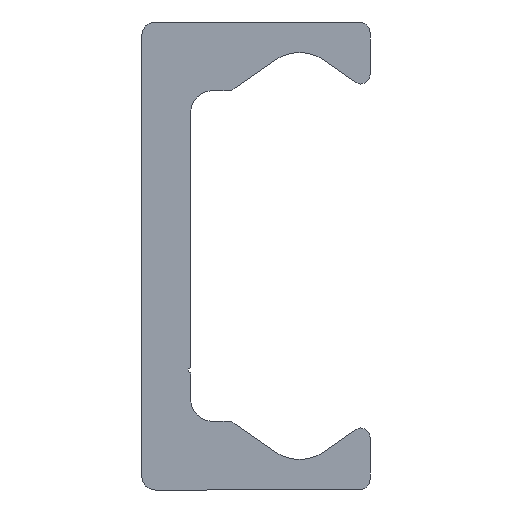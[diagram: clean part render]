
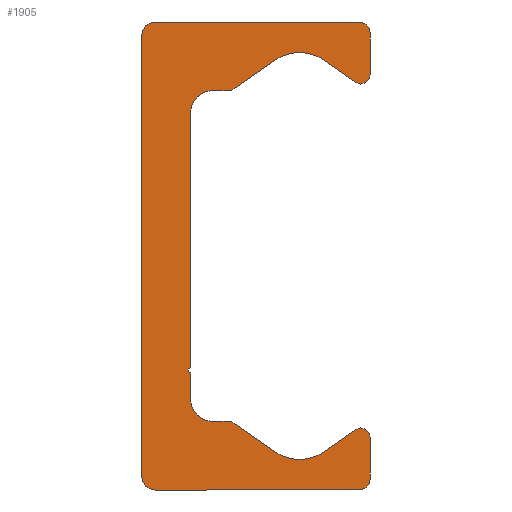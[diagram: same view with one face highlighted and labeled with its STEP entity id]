
A CAD part, left-side view. The second image highlights one B-rep face of the part: STEP entity #1905.
In plain terms, the highlighted planar face has unit normal (-1, 0, 0).
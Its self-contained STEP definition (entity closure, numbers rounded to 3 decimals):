
#948=CARTESIAN_POINT('',(0.0,9.25,-21.5));
#949=VERTEX_POINT('',#948);
#956=CARTESIAN_POINT('',(0.0,10.5,-20.25));
#957=VERTEX_POINT('',#956);
#958=CARTESIAN_POINT('',(0.0,9.25,-20.25));
#959=DIRECTION('',(1.0,0.0,0.0));
#960=DIRECTION('',(0.0,0.0,-1.0));
#961=AXIS2_PLACEMENT_3D('',#958,#959,#960);
#962=CIRCLE('',#961,1.25);
#963=EDGE_CURVE('',#949,#957,#962,.T.);
#987=CARTESIAN_POINT('',(0.0,-9.5,-21.5));
#988=VERTEX_POINT('',#987);
#995=CARTESIAN_POINT('',(0.0,-9.5,-21.5));
#996=DIRECTION('',(0.0,1.0,0.0));
#997=VECTOR('',#996,18.75);
#998=LINE('',#995,#997);
#999=EDGE_CURVE('',#988,#949,#998,.T.);
#1019=CARTESIAN_POINT('',(0.0,-10.5,-20.5));
#1020=VERTEX_POINT('',#1019);
#1027=CARTESIAN_POINT('',(0.0,-9.5,-20.5));
#1028=DIRECTION('',(1.0,0.0,0.0));
#1029=DIRECTION('',(0.0,-1.0,0.0));
#1030=AXIS2_PLACEMENT_3D('',#1027,#1028,#1029);
#1031=CIRCLE('',#1030,1.0);
#1032=EDGE_CURVE('',#1020,#988,#1031,.T.);
#1051=CARTESIAN_POINT('',(0.0,-10.5,-16.65));
#1052=VERTEX_POINT('',#1051);
#1059=CARTESIAN_POINT('',(0.0,-10.5,-16.65));
#1060=DIRECTION('',(0.0,0.0,-1.0));
#1061=VECTOR('',#1060,3.85);
#1062=LINE('',#1059,#1061);
#1063=EDGE_CURVE('',#1052,#1020,#1062,.T.);
#1083=CARTESIAN_POINT('',(0.0,-9.162,-15.954));
#1084=VERTEX_POINT('',#1083);
#1091=CARTESIAN_POINT('',(0.0,-9.65,-16.65));
#1092=DIRECTION('',(1.0,0.0,0.0));
#1093=DIRECTION('',(0.0,0.574,0.819));
#1094=AXIS2_PLACEMENT_3D('',#1091,#1092,#1093);
#1095=CIRCLE('',#1094,0.85);
#1096=EDGE_CURVE('',#1084,#1052,#1095,.T.);
#1115=CARTESIAN_POINT('',(0.0,-6.294,-17.962));
#1116=VERTEX_POINT('',#1115);
#1123=CARTESIAN_POINT('',(0.0,-6.294,-17.962));
#1124=DIRECTION('',(0.0,-0.819,0.574));
#1125=VECTOR('',#1124,3.501);
#1126=LINE('',#1123,#1125);
#1127=EDGE_CURVE('',#1116,#1084,#1126,.T.);
#1147=CARTESIAN_POINT('',(0.0,-1.706,-17.962));
#1148=VERTEX_POINT('',#1147);
#1155=CARTESIAN_POINT('',(0.0,-4.,-14.685));
#1156=DIRECTION('',(-1.0,0.0,0.0));
#1157=DIRECTION('',(0.0,0.574,0.819));
#1158=AXIS2_PLACEMENT_3D('',#1155,#1156,#1157);
#1159=CIRCLE('',#1158,4.0);
#1160=EDGE_CURVE('',#1148,#1116,#1159,.T.);
#1179=CARTESIAN_POINT('',(0.0,1.981,-15.381));
#1180=VERTEX_POINT('',#1179);
#1187=CARTESIAN_POINT('',(0.0,1.981,-15.381));
#1188=DIRECTION('',(0.0,-0.819,-0.574));
#1189=VECTOR('',#1188,4.5);
#1190=LINE('',#1187,#1189);
#1191=EDGE_CURVE('',#1180,#1148,#1190,.T.);
#1211=CARTESIAN_POINT('',(0.0,2.554,-15.2));
#1212=VERTEX_POINT('',#1211);
#1219=CARTESIAN_POINT('',(0.0,2.554,-16.2));
#1220=DIRECTION('',(1.0,0.0,0.0));
#1221=DIRECTION('',(0.0,0.0,1.0));
#1222=AXIS2_PLACEMENT_3D('',#1219,#1220,#1221);
#1223=CIRCLE('',#1222,1.);
#1224=EDGE_CURVE('',#1212,#1180,#1223,.T.);
#1243=CARTESIAN_POINT('',(0.0,4.0,-15.2));
#1244=VERTEX_POINT('',#1243);
#1251=CARTESIAN_POINT('',(0.0,4.0,-15.2));
#1252=DIRECTION('',(0.0,-1.0,0.0));
#1253=VECTOR('',#1252,1.446);
#1254=LINE('',#1251,#1253);
#1255=EDGE_CURVE('',#1244,#1212,#1254,.T.);
#1275=CARTESIAN_POINT('',(0.0,6.,-13.2));
#1276=VERTEX_POINT('',#1275);
#1283=CARTESIAN_POINT('',(0.0,4.,-13.2));
#1284=DIRECTION('',(-1.0,0.0,0.0));
#1285=DIRECTION('',(0.0,0.0,1.0));
#1286=AXIS2_PLACEMENT_3D('',#1283,#1284,#1285);
#1287=CIRCLE('',#1286,2.0);
#1288=EDGE_CURVE('',#1276,#1244,#1287,.T.);
#1307=CARTESIAN_POINT('',(0.0,6.,-10.75));
#1308=VERTEX_POINT('',#1307);
#1315=CARTESIAN_POINT('',(0.0,6.,-10.75));
#1316=DIRECTION('',(0.0,0.0,-1.0));
#1317=VECTOR('',#1316,2.45);
#1318=LINE('',#1315,#1317);
#1319=EDGE_CURVE('',#1308,#1276,#1318,.T.);
#1339=CARTESIAN_POINT('',(0.0,6.,-10.25));
#1340=VERTEX_POINT('',#1339);
#1347=CARTESIAN_POINT('',(0.0,6.,-10.5));
#1348=DIRECTION('',(-1.0,0.0,0.0));
#1349=DIRECTION('',(0.0,0.0,1.0));
#1350=AXIS2_PLACEMENT_3D('',#1347,#1348,#1349);
#1351=CIRCLE('',#1350,0.25);
#1352=EDGE_CURVE('',#1340,#1308,#1351,.T.);
#1371=CARTESIAN_POINT('',(0.0,6.,13.2));
#1372=VERTEX_POINT('',#1371);
#1379=CARTESIAN_POINT('',(0.0,6.,13.2));
#1380=DIRECTION('',(0.0,0.0,-1.0));
#1381=VECTOR('',#1380,23.45);
#1382=LINE('',#1379,#1381);
#1383=EDGE_CURVE('',#1372,#1340,#1382,.T.);
#1457=CARTESIAN_POINT('',(0.0,4.0,15.2));
#1458=VERTEX_POINT('',#1457);
#1465=CARTESIAN_POINT('',(0.0,4.,13.2));
#1466=DIRECTION('',(-1.0,0.0,0.0));
#1467=DIRECTION('',(0.0,-1.0,0.0));
#1468=AXIS2_PLACEMENT_3D('',#1465,#1466,#1467);
#1469=CIRCLE('',#1468,2.0);
#1470=EDGE_CURVE('',#1458,#1372,#1469,.T.);
#1489=CARTESIAN_POINT('',(0.0,2.554,15.2));
#1490=VERTEX_POINT('',#1489);
#1497=CARTESIAN_POINT('',(0.0,2.554,15.2));
#1498=DIRECTION('',(0.0,1.0,0.0));
#1499=VECTOR('',#1498,1.446);
#1500=LINE('',#1497,#1499);
#1501=EDGE_CURVE('',#1490,#1458,#1500,.T.);
#1521=CARTESIAN_POINT('',(0.0,1.981,15.381));
#1522=VERTEX_POINT('',#1521);
#1529=CARTESIAN_POINT('',(0.0,2.554,16.2));
#1530=DIRECTION('',(1.0,0.0,0.0));
#1531=DIRECTION('',(0.0,-0.574,-0.819));
#1532=AXIS2_PLACEMENT_3D('',#1529,#1530,#1531);
#1533=CIRCLE('',#1532,1.);
#1534=EDGE_CURVE('',#1522,#1490,#1533,.T.);
#1553=CARTESIAN_POINT('',(0.0,-1.706,17.962));
#1554=VERTEX_POINT('',#1553);
#1561=CARTESIAN_POINT('',(0.0,-1.706,17.962));
#1562=DIRECTION('',(0.0,0.819,-0.574));
#1563=VECTOR('',#1562,4.5);
#1564=LINE('',#1561,#1563);
#1565=EDGE_CURVE('',#1554,#1522,#1564,.T.);
#1585=CARTESIAN_POINT('',(0.0,-6.294,17.962));
#1586=VERTEX_POINT('',#1585);
#1593=CARTESIAN_POINT('',(0.0,-4.,14.685));
#1594=DIRECTION('',(-1.0,0.0,0.0));
#1595=DIRECTION('',(0.0,-0.574,-0.819));
#1596=AXIS2_PLACEMENT_3D('',#1593,#1594,#1595);
#1597=CIRCLE('',#1596,4.0);
#1598=EDGE_CURVE('',#1586,#1554,#1597,.T.);
#1617=CARTESIAN_POINT('',(0.0,-9.162,15.954));
#1618=VERTEX_POINT('',#1617);
#1625=CARTESIAN_POINT('',(0.0,-9.162,15.954));
#1626=DIRECTION('',(0.0,0.819,0.574));
#1627=VECTOR('',#1626,3.501);
#1628=LINE('',#1625,#1627);
#1629=EDGE_CURVE('',#1618,#1586,#1628,.T.);
#1649=CARTESIAN_POINT('',(0.0,-10.5,16.65));
#1650=VERTEX_POINT('',#1649);
#1657=CARTESIAN_POINT('',(0.0,-9.65,16.65));
#1658=DIRECTION('',(1.0,0.0,0.0));
#1659=DIRECTION('',(0.0,-1.0,0.0));
#1660=AXIS2_PLACEMENT_3D('',#1657,#1658,#1659);
#1661=CIRCLE('',#1660,0.85);
#1662=EDGE_CURVE('',#1650,#1618,#1661,.T.);
#1681=CARTESIAN_POINT('',(0.0,-10.5,20.5));
#1682=VERTEX_POINT('',#1681);
#1689=CARTESIAN_POINT('',(0.0,-10.5,20.5));
#1690=DIRECTION('',(0.0,0.0,-1.0));
#1691=VECTOR('',#1690,3.85);
#1692=LINE('',#1689,#1691);
#1693=EDGE_CURVE('',#1682,#1650,#1692,.T.);
#1713=CARTESIAN_POINT('',(0.0,-9.5,21.5));
#1714=VERTEX_POINT('',#1713);
#1721=CARTESIAN_POINT('',(0.0,-9.5,20.5));
#1722=DIRECTION('',(1.0,0.0,0.0));
#1723=DIRECTION('',(0.0,0.0,1.0));
#1724=AXIS2_PLACEMENT_3D('',#1721,#1722,#1723);
#1725=CIRCLE('',#1724,1.0);
#1726=EDGE_CURVE('',#1714,#1682,#1725,.T.);
#1745=CARTESIAN_POINT('',(0.0,9.25,21.5));
#1746=VERTEX_POINT('',#1745);
#1753=CARTESIAN_POINT('',(0.0,9.25,21.5));
#1754=DIRECTION('',(0.0,-1.0,0.0));
#1755=VECTOR('',#1754,18.75);
#1756=LINE('',#1753,#1755);
#1757=EDGE_CURVE('',#1746,#1714,#1756,.T.);
#1777=CARTESIAN_POINT('',(0.0,10.5,20.25));
#1778=VERTEX_POINT('',#1777);
#1785=CARTESIAN_POINT('',(0.0,9.25,20.25));
#1786=DIRECTION('',(1.0,0.0,0.0));
#1787=DIRECTION('',(0.0,1.0,0.0));
#1788=AXIS2_PLACEMENT_3D('',#1785,#1786,#1787);
#1789=CIRCLE('',#1788,1.25);
#1790=EDGE_CURVE('',#1778,#1746,#1789,.T.);
#1808=CARTESIAN_POINT('',(0.0,10.5,-20.25));
#1809=DIRECTION('',(0.0,0.0,1.0));
#1810=VECTOR('',#1809,40.5);
#1811=LINE('',#1808,#1810);
#1812=EDGE_CURVE('',#957,#1778,#1811,.T.);
#1872=CARTESIAN_POINT('',(0.0,2.66,-0.019));
#1873=DIRECTION('',(1.0,0.0,0.0));
#1874=DIRECTION('',(0.0,0.0,-1.0));
#1875=AXIS2_PLACEMENT_3D('',#1872,#1873,#1874);
#1876=PLANE('',#1875);
#1877=ORIENTED_EDGE('',*,*,#1812,.F.);
#1878=ORIENTED_EDGE('',*,*,#963,.F.);
#1879=ORIENTED_EDGE('',*,*,#999,.F.);
#1880=ORIENTED_EDGE('',*,*,#1032,.F.);
#1881=ORIENTED_EDGE('',*,*,#1063,.F.);
#1882=ORIENTED_EDGE('',*,*,#1096,.F.);
#1883=ORIENTED_EDGE('',*,*,#1127,.F.);
#1884=ORIENTED_EDGE('',*,*,#1160,.F.);
#1885=ORIENTED_EDGE('',*,*,#1191,.F.);
#1886=ORIENTED_EDGE('',*,*,#1224,.F.);
#1887=ORIENTED_EDGE('',*,*,#1255,.F.);
#1888=ORIENTED_EDGE('',*,*,#1288,.F.);
#1889=ORIENTED_EDGE('',*,*,#1319,.F.);
#1890=ORIENTED_EDGE('',*,*,#1352,.F.);
#1891=ORIENTED_EDGE('',*,*,#1383,.F.);
#1892=ORIENTED_EDGE('',*,*,#1470,.F.);
#1893=ORIENTED_EDGE('',*,*,#1501,.F.);
#1894=ORIENTED_EDGE('',*,*,#1534,.F.);
#1895=ORIENTED_EDGE('',*,*,#1565,.F.);
#1896=ORIENTED_EDGE('',*,*,#1598,.F.);
#1897=ORIENTED_EDGE('',*,*,#1629,.F.);
#1898=ORIENTED_EDGE('',*,*,#1662,.F.);
#1899=ORIENTED_EDGE('',*,*,#1693,.F.);
#1900=ORIENTED_EDGE('',*,*,#1726,.F.);
#1901=ORIENTED_EDGE('',*,*,#1757,.F.);
#1902=ORIENTED_EDGE('',*,*,#1790,.F.);
#1903=EDGE_LOOP('',(#1877,#1878,#1879,#1880,#1881,#1882,#1883,#1884,#1885,#1886,#1887,#1888,#1889,#1890,#1891,#1892,#1893,#1894,#1895,#1896,#1897,#1898,#1899,#1900,#1901,#1902));
#1904=FACE_OUTER_BOUND('',#1903,.T.);
#1905=ADVANCED_FACE('',(#1904),#1876,.F.);
